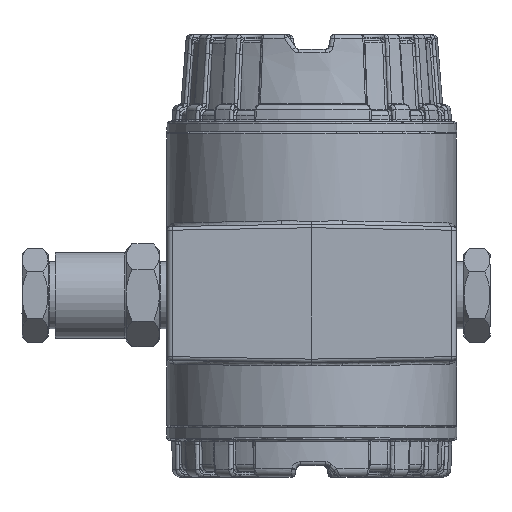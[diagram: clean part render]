
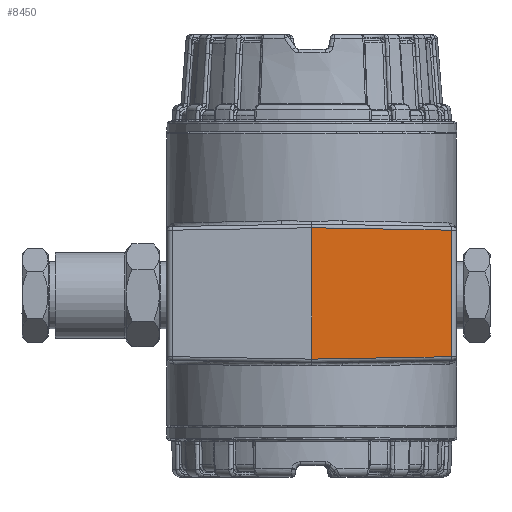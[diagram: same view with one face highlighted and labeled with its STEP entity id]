
A CAD part, top view. The second image highlights one B-rep face of the part: STEP entity #8450.
In plain terms, the highlighted planar face has unit normal (0.009, 0, 1).
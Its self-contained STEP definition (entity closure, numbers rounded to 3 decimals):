
#1177=LINE('',#57608,#3871);
#1183=LINE('',#57654,#3877);
#1184=LINE('',#57656,#3878);
#1185=LINE('',#57658,#3879);
#3871=VECTOR('',#43531,1.);
#3877=VECTOR('',#43551,1.);
#3878=VECTOR('',#43554,1.);
#3879=VECTOR('',#43555,1.);
#6515=PLANE('',#40041);
#8450=ADVANCED_FACE('',(#11021),#6515,.T.);
#11021=FACE_OUTER_BOUND('',#13369,.T.);
#13369=EDGE_LOOP('',(#18001,#18002,#18003,#18004));
#18001=ORIENTED_EDGE('',*,*,#33066,.T.);
#18002=ORIENTED_EDGE('',*,*,#33065,.F.);
#18003=ORIENTED_EDGE('',*,*,#33051,.T.);
#18004=ORIENTED_EDGE('',*,*,#33067,.F.);
#29320=VERTEX_POINT('',#57600);
#29322=VERTEX_POINT('',#57609);
#29329=VERTEX_POINT('',#57649);
#29330=VERTEX_POINT('',#57657);
#33051=EDGE_CURVE('',#29322,#29320,#1177,.T.);
#33065=EDGE_CURVE('',#29322,#29329,#1183,.T.);
#33066=EDGE_CURVE('',#29330,#29329,#1184,.T.);
#33067=EDGE_CURVE('',#29330,#29320,#1185,.T.);
#40041=AXIS2_PLACEMENT_3D('',#57659,#43556,#43557);
#43531=DIRECTION('',(-1.,0.017,0.009));
#43551=DIRECTION('',(0.,-1.,0.));
#43554=DIRECTION('',(1.,0.017,-0.009));
#43555=DIRECTION('',(0.,1.,0.));
#43556=DIRECTION('',(0.009,0.,1.));
#43557=DIRECTION('',(-1.,0.,0.009));
#57600=CARTESIAN_POINT('',(0.,18.189,180.475));
#57608=CARTESIAN_POINT('',(37.521,17.534,180.148));
#57609=CARTESIAN_POINT('',(37.521,17.534,180.148));
#57649=CARTESIAN_POINT('',(37.521,-16.528,180.148));
#57654=CARTESIAN_POINT('',(37.521,17.534,180.148));
#57656=CARTESIAN_POINT('',(0.,-17.183,180.475));
#57657=CARTESIAN_POINT('',(0.,-17.183,180.475));
#57658=CARTESIAN_POINT('',(0.,-17.183,180.475));
#57659=CARTESIAN_POINT('',(0.006,18.503,180.475));
